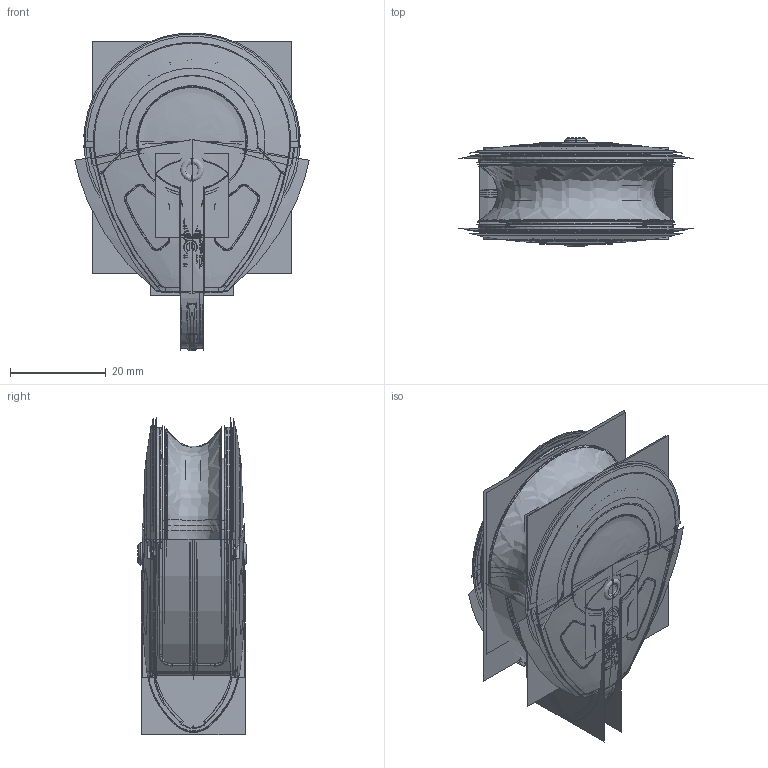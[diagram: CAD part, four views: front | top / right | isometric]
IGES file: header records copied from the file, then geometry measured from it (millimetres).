
Start section:  PTC IGES file: a20401s.igs
Global section: file name: a20401s.igs; native system: Creo Parametric by PTC Inc.; preprocessor: 2022414; author: Student; organization: Unknown; date: 20230518.093607; units: millimetre
Bounding box: 49.08 x 22.69 x 66.49 mm (x, y, z)
Surface area: 130650.8 mm2 (no closed solid volume)
Topology: 0 solids, 0 shells, 3268 faces, 46417 edges, 60312 vertices
Faces by surface type: bspline 1646, revolution 1206, extrusion 416
